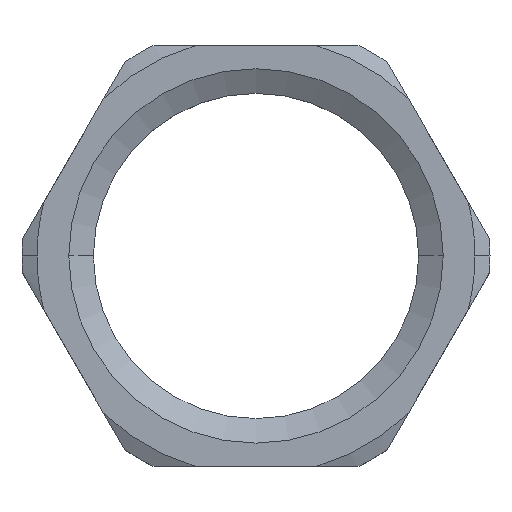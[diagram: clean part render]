
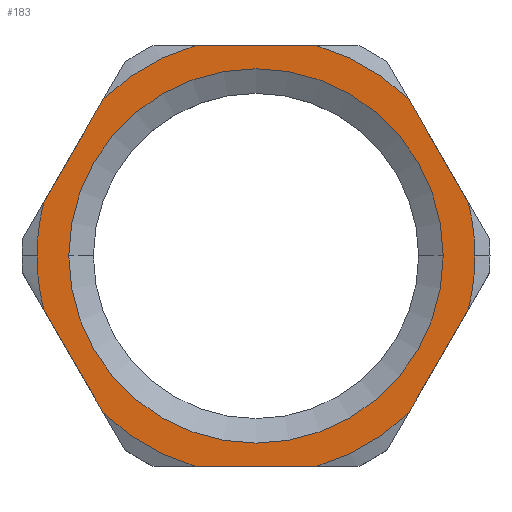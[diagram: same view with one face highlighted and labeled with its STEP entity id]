
A CAD part, top view. The second image highlights one B-rep face of the part: STEP entity #183.
In plain terms, the highlighted planar face has unit normal (0, 0, 1).
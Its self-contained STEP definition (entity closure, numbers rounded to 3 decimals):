
#27=CARTESIAN_POINT('',(0.,0.,0.));
#28=DIRECTION('',(0.,0.,-1.));
#29=DIRECTION('',(0.,-1.,0.));
#30=AXIS2_PLACEMENT_3D('',#27,#28,#29);
#31=PLANE('',#30);
#32=CARTESIAN_POINT('',(9.357,-0.,0.));
#33=VERTEX_POINT('',#32);
#34=CARTESIAN_POINT('',(9.074,2.284,0.));
#35=VERTEX_POINT('',#34);
#36=CARTESIAN_POINT('',(0.,0.,0.));
#37=DIRECTION('',(0.,0.,1.));
#38=DIRECTION('',(0.97,-0.244,0.));
#39=AXIS2_PLACEMENT_3D('',#36,#37,#38);
#40=CIRCLE('',#39,9.357);
#41=EDGE_CURVE('',#33,#35,#40,.T.);
#42=ORIENTED_EDGE('',*,*,#41,.T.);
#43=CARTESIAN_POINT('',(6.515,6.716,0.));
#44=VERTEX_POINT('',#43);
#45=CARTESIAN_POINT('',(6.515,6.716,0.));
#46=DIRECTION('',(0.5,-0.866,0.));
#47=VECTOR('',#46,5.117);
#48=LINE('',#45,#47);
#49=EDGE_CURVE('',#44,#35,#48,.T.);
#50=ORIENTED_EDGE('',*,*,#49,.F.);
#51=CARTESIAN_POINT('',(2.559,9.,0.));
#52=VERTEX_POINT('',#51);
#53=CARTESIAN_POINT('',(0.,0.,0.));
#54=DIRECTION('',(0.,0.,-1.));
#55=DIRECTION('',(0.273,0.962,0.));
#56=AXIS2_PLACEMENT_3D('',#53,#54,#55);
#57=CIRCLE('',#56,9.357);
#58=EDGE_CURVE('',#52,#44,#57,.T.);
#59=ORIENTED_EDGE('',*,*,#58,.F.);
#60=CARTESIAN_POINT('',(-2.559,9.,0.));
#61=VERTEX_POINT('',#60);
#62=CARTESIAN_POINT('',(-2.559,9.,0.));
#63=DIRECTION('',(1.,0.,-0.));
#64=VECTOR('',#63,5.117);
#65=LINE('',#62,#64);
#66=EDGE_CURVE('',#61,#52,#65,.T.);
#67=ORIENTED_EDGE('',*,*,#66,.F.);
#68=CARTESIAN_POINT('',(-6.515,6.716,0.));
#69=VERTEX_POINT('',#68);
#70=CARTESIAN_POINT('',(0.,0.,0.));
#71=DIRECTION('',(0.,0.,-1.));
#72=DIRECTION('',(-0.696,0.718,0.));
#73=AXIS2_PLACEMENT_3D('',#70,#71,#72);
#74=CIRCLE('',#73,9.357);
#75=EDGE_CURVE('',#69,#61,#74,.T.);
#76=ORIENTED_EDGE('',*,*,#75,.F.);
#77=CARTESIAN_POINT('',(-9.074,2.284,0.));
#78=VERTEX_POINT('',#77);
#79=CARTESIAN_POINT('',(-9.074,2.284,0.));
#80=DIRECTION('',(0.5,0.866,0.));
#81=VECTOR('',#80,5.117);
#82=LINE('',#79,#81);
#83=EDGE_CURVE('',#78,#69,#82,.T.);
#84=ORIENTED_EDGE('',*,*,#83,.F.);
#85=CARTESIAN_POINT('',(-9.357,0.,0.));
#86=VERTEX_POINT('',#85);
#87=CARTESIAN_POINT('',(0.,0.,0.));
#88=DIRECTION('',(0.,0.,1.));
#89=DIRECTION('',(-0.97,0.244,0.));
#90=AXIS2_PLACEMENT_3D('',#87,#88,#89);
#91=CIRCLE('',#90,9.357);
#92=EDGE_CURVE('',#78,#86,#91,.T.);
#93=ORIENTED_EDGE('',*,*,#92,.T.);
#94=CARTESIAN_POINT('',(-9.074,-2.284,0.));
#95=VERTEX_POINT('',#94);
#96=CARTESIAN_POINT('',(0.,0.,0.));
#97=DIRECTION('',(0.,0.,1.));
#98=DIRECTION('',(-0.97,0.244,0.));
#99=AXIS2_PLACEMENT_3D('',#96,#97,#98);
#100=CIRCLE('',#99,9.357);
#101=EDGE_CURVE('',#86,#95,#100,.T.);
#102=ORIENTED_EDGE('',*,*,#101,.T.);
#103=CARTESIAN_POINT('',(-6.515,-6.716,0.));
#104=VERTEX_POINT('',#103);
#105=CARTESIAN_POINT('',(-6.515,-6.716,0.));
#106=DIRECTION('',(-0.5,0.866,0.));
#107=VECTOR('',#106,5.117);
#108=LINE('',#105,#107);
#109=EDGE_CURVE('',#104,#95,#108,.T.);
#110=ORIENTED_EDGE('',*,*,#109,.F.);
#111=CARTESIAN_POINT('',(-2.559,-9.,0.));
#112=VERTEX_POINT('',#111);
#113=CARTESIAN_POINT('',(0.,0.,0.));
#114=DIRECTION('',(-0.,0.,-1.));
#115=DIRECTION('',(-0.273,-0.962,0.));
#116=AXIS2_PLACEMENT_3D('',#113,#114,#115);
#117=CIRCLE('',#116,9.357);
#118=EDGE_CURVE('',#112,#104,#117,.T.);
#119=ORIENTED_EDGE('',*,*,#118,.F.);
#120=CARTESIAN_POINT('',(2.559,-9.,0.));
#121=VERTEX_POINT('',#120);
#122=CARTESIAN_POINT('',(2.559,-9.,0.));
#123=DIRECTION('',(-1.,0.,0.));
#124=VECTOR('',#123,5.117);
#125=LINE('',#122,#124);
#126=EDGE_CURVE('',#121,#112,#125,.T.);
#127=ORIENTED_EDGE('',*,*,#126,.F.);
#128=CARTESIAN_POINT('',(6.515,-6.716,0.));
#129=VERTEX_POINT('',#128);
#130=CARTESIAN_POINT('',(0.,0.,0.));
#131=DIRECTION('',(0.,0.,-1.));
#132=DIRECTION('',(0.696,-0.718,0.));
#133=AXIS2_PLACEMENT_3D('',#130,#131,#132);
#134=CIRCLE('',#133,9.357);
#135=EDGE_CURVE('',#129,#121,#134,.T.);
#136=ORIENTED_EDGE('',*,*,#135,.F.);
#137=CARTESIAN_POINT('',(9.074,-2.284,0.));
#138=VERTEX_POINT('',#137);
#139=CARTESIAN_POINT('',(9.074,-2.284,0.));
#140=DIRECTION('',(-0.5,-0.866,0.));
#141=VECTOR('',#140,5.117);
#142=LINE('',#139,#141);
#143=EDGE_CURVE('',#138,#129,#142,.T.);
#144=ORIENTED_EDGE('',*,*,#143,.F.);
#145=CARTESIAN_POINT('',(0.,0.,0.));
#146=DIRECTION('',(0.,0.,1.));
#147=DIRECTION('',(0.97,-0.244,0.));
#148=AXIS2_PLACEMENT_3D('',#145,#146,#147);
#149=CIRCLE('',#148,9.357);
#150=EDGE_CURVE('',#138,#33,#149,.T.);
#151=ORIENTED_EDGE('',*,*,#150,.T.);
#152=EDGE_LOOP('',(#42,#50,#59,#67,#76,#84,#93,#102,#110,#119,#127,#136,#144,#151));
#153=FACE_BOUND('',#152,.T.);
#154=CARTESIAN_POINT('',(-8.,0.,0.));
#155=VERTEX_POINT('',#154);
#156=CARTESIAN_POINT('',(0.,-8.,0.));
#157=VERTEX_POINT('',#156);
#158=CARTESIAN_POINT('',(0.,0.,0.));
#159=DIRECTION('',(0.,-0.,1.));
#160=DIRECTION('',(0.,1.,0.));
#161=AXIS2_PLACEMENT_3D('',#158,#159,#160);
#162=CIRCLE('',#161,8.);
#163=EDGE_CURVE('',#155,#157,#162,.T.);
#164=ORIENTED_EDGE('',*,*,#163,.F.);
#165=CARTESIAN_POINT('',(8.,-0.,0.));
#166=VERTEX_POINT('',#165);
#167=CARTESIAN_POINT('',(0.,0.,0.));
#168=DIRECTION('',(0.,-0.,1.));
#169=DIRECTION('',(0.,1.,0.));
#170=AXIS2_PLACEMENT_3D('',#167,#168,#169);
#171=CIRCLE('',#170,8.);
#172=EDGE_CURVE('',#166,#155,#171,.T.);
#173=ORIENTED_EDGE('',*,*,#172,.F.);
#174=CARTESIAN_POINT('',(0.,0.,0.));
#175=DIRECTION('',(0.,-0.,1.));
#176=DIRECTION('',(0.,1.,0.));
#177=AXIS2_PLACEMENT_3D('',#174,#175,#176);
#178=CIRCLE('',#177,8.);
#179=EDGE_CURVE('',#157,#166,#178,.T.);
#180=ORIENTED_EDGE('',*,*,#179,.F.);
#181=EDGE_LOOP('',(#164,#173,#180));
#182=FACE_BOUND('',#181,.T.);
#183=ADVANCED_FACE('',(#153,#182),#31,.F.);
